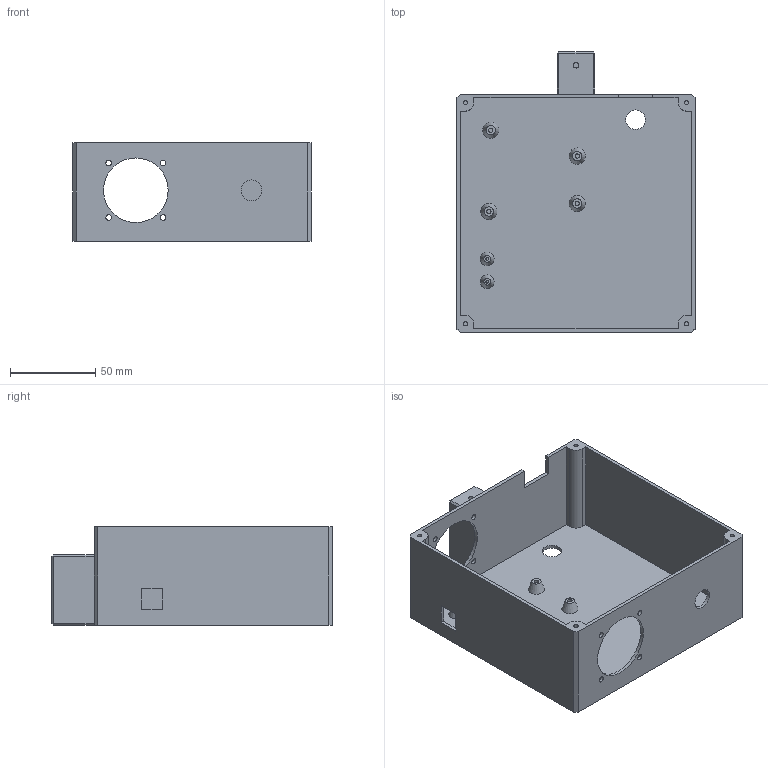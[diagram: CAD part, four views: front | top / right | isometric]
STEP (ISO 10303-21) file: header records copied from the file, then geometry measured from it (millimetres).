
FILE_DESCRIPTION(('FreeCAD Model'),'2;1');
FILE_NAME('Open CASCADE Shape Model','2024-11-13T23:02:58',(''),(''), 'Open CASCADE STEP processor 7.7','FreeCAD','Unknown');
FILE_SCHEMA(('AUTOMOTIVE_DESIGN { 1 0 10303 214 1 1 1 1 }'));
Length unit declared in the file: millimetre
Products named in the file (3): Spacious_Electronics_Enclosure; Mount; Box
Assembly tree (2 placements, depth 2):
  Spacious_Electronics_Enclosure
    Mount
    Box
Bounding box: 140 x 165 x 58 mm (x, y, z)
Volume: 116430.6 mm3; surface area: 105256.4 mm2
Topology: 2 solids, 2 shells, 111 faces, 251 edges, 160 vertices
Faces by surface type: plane 72, cylinder 33, cone 6
Full cylindrical faces by diameter (mm): 1.6 x2, 2.5 x8, 3.3 x9, 4 x2, 5.5 x4, 11.5 x1, 12.2 x1, 38 x2
Entity records: 3207 total; most frequent: DIRECTION 551, CARTESIAN_POINT 525, ORIENTED_EDGE 502, EDGE_CURVE 251, AXIS2_PLACEMENT_3D 186, LINE 179, VECTOR 179, VERTEX_POINT 160
